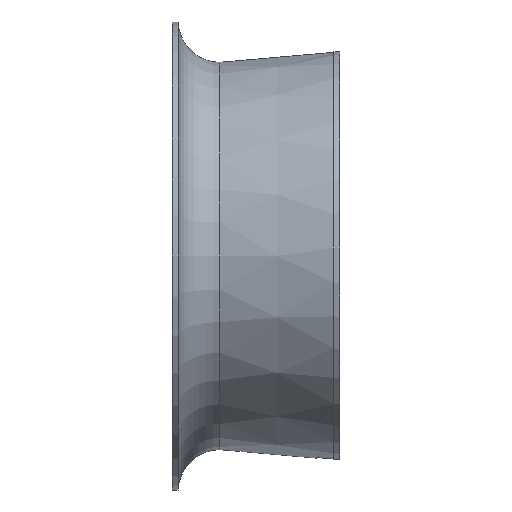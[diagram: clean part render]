
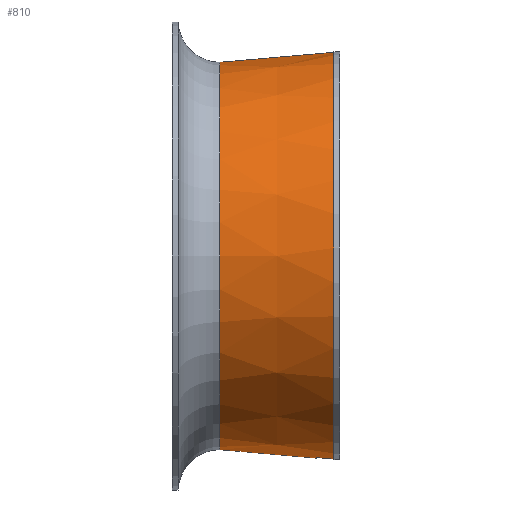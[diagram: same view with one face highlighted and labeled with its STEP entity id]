
A CAD part, left-side view. The second image highlights one B-rep face of the part: STEP entity #810.
In plain terms, the highlighted conical face has half-angle 5 degrees and reference radius 25.559 mm.
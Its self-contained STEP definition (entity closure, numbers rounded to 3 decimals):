
#30 = DIRECTION ( 'NONE',  ( 0., 0., 1. ) ) ;
#68 = CIRCLE ( 'NONE', #1021, 25.311 ) ;
#90 = ORIENTED_EDGE ( 'NONE', *, *, #1170, .T. ) ;
#94 = VECTOR ( 'NONE', #1217, 1000. ) ;
#97 = ORIENTED_EDGE ( 'NONE', *, *, #740, .F. ) ;
#158 = LINE ( 'NONE', #727, #94 ) ;
#181 = VERTEX_POINT ( 'NONE', #293 ) ;
#186 = CIRCLE ( 'NONE', #262, 25.5 ) ;
#222 = CARTESIAN_POINT ( 'NONE',  ( 0., 15.032, -24.25 ) ) ;
#228 = CARTESIAN_POINT ( 'NONE',  ( 0., 15.032, 24.25 ) ) ;
#248 = LINE ( 'NONE', #341, #868 ) ;
#256 = VERTEX_POINT ( 'NONE', #228 ) ;
#258 = DIRECTION ( 'NONE',  ( 0., 0., -1. ) ) ;
#262 = AXIS2_PLACEMENT_3D ( 'NONE', #829, #1222, #30 ) ;
#282 = CARTESIAN_POINT ( 'NONE',  ( -2., 0.75, -25.421 ) ) ;
#293 = CARTESIAN_POINT ( 'NONE',  ( 0., 2.9, -25.311 ) ) ;
#311 = CARTESIAN_POINT ( 'NONE',  ( -2., 0.75, -25.421 ) ) ;
#331 = CARTESIAN_POINT ( 'NONE',  ( 0., 0.065, 0. ) ) ;
#341 = CARTESIAN_POINT ( 'NONE',  ( 0., 0.065, 25.559 ) ) ;
#352 = EDGE_CURVE ( 'NONE', #1216, #256, #906, .T. ) ;
#363 = EDGE_CURVE ( 'NONE', #630, #181, #68, .T. ) ;
#436 = CARTESIAN_POINT ( 'NONE',  ( -2., 2.9, -25.232 ) ) ;
#443 = VERTEX_POINT ( 'NONE', #282 ) ;
#449 = DIRECTION ( 'NONE',  ( 0., -1., 0. ) ) ;
#535 = CARTESIAN_POINT ( 'NONE',  ( -2., 1.126, -25.388 ) ) ;
#562 = DIRECTION ( 'NONE',  ( 0., 0., -1. ) ) ;
#565 = CARTESIAN_POINT ( 'NONE',  ( 0., 0.75, 25.5 ) ) ;
#566 = ORIENTED_EDGE ( 'NONE', *, *, #352, .F. ) ;
#630 = VERTEX_POINT ( 'NONE', #1195 ) ;
#640 = CARTESIAN_POINT ( 'NONE',  ( -2., 1.843, -25.325 ) ) ;
#707 = EDGE_CURVE ( 'NONE', #1216, #181, #158, .T. ) ;
#711 = ORIENTED_EDGE ( 'NONE', *, *, #707, .T. ) ;
#714 = ORIENTED_EDGE ( 'NONE', *, *, #363, .F. ) ;
#727 = CARTESIAN_POINT ( 'NONE',  ( 0., 0.065, -25.559 ) ) ;
#734 = AXIS2_PLACEMENT_3D ( 'NONE', #331, #449, #1129 ) ;
#740 = EDGE_CURVE ( 'NONE', #443, #630, #996, .T. ) ;
#754 = CARTESIAN_POINT ( 'NONE',  ( -2., 1.315, -25.371 ) ) ;
#773 = EDGE_CURVE ( 'NONE', #256, #1087, #248, .T. ) ;
#810 = ADVANCED_FACE ( 'NONE', ( #1025 ), #1095, .T. ) ;
#829 = CARTESIAN_POINT ( 'NONE',  ( 0., 0.75, 0. ) ) ;
#868 = VECTOR ( 'NONE', #1050, 1000. ) ;
#906 = CIRCLE ( 'NONE', #928, 24.25 ) ;
#928 = AXIS2_PLACEMENT_3D ( 'NONE', #1245, #1250, #258 ) ;
#950 = EDGE_LOOP ( 'NONE', ( #986, #566, #711, #714, #97, #90 ) ) ;
#986 = ORIENTED_EDGE ( 'NONE', *, *, #773, .F. ) ;
#996 = B_SPLINE_CURVE_WITH_KNOTS ( 'NONE', 3,
 ( #311, #1208, #535, #754, #640, #1234, #436 ),
 .UNSPECIFIED., .F., .F.,
 ( 4, 3, 4 ),
 ( 0.007, 0.008, 0.01 ),
 .UNSPECIFIED. ) ;
#1021 = AXIS2_PLACEMENT_3D ( 'NONE', #1238, #1065, #562 ) ;
#1025 = FACE_OUTER_BOUND ( 'NONE', #950, .T. ) ;
#1050 = DIRECTION ( 'NONE',  ( 0., -0.996, 0.087 ) ) ;
#1065 = DIRECTION ( 'NONE',  ( 0., -1., 0. ) ) ;
#1087 = VERTEX_POINT ( 'NONE', #565 ) ;
#1095 = CONICAL_SURFACE ( 'NONE', #734, 25.559, 0.087 ) ;
#1129 = DIRECTION ( 'NONE',  ( 0., 0., -1. ) ) ;
#1170 = EDGE_CURVE ( 'NONE', #443, #1087, #186, .T. ) ;
#1195 = CARTESIAN_POINT ( 'NONE',  ( -2., 2.9, -25.232 ) ) ;
#1208 = CARTESIAN_POINT ( 'NONE',  ( -2., 0.938, -25.405 ) ) ;
#1216 = VERTEX_POINT ( 'NONE', #222 ) ;
#1217 = DIRECTION ( 'NONE',  ( 0., -0.996, -0.087 ) ) ;
#1222 = DIRECTION ( 'NONE',  ( 0., 1., 0. ) ) ;
#1234 = CARTESIAN_POINT ( 'NONE',  ( -2., 2.372, -25.279 ) ) ;
#1238 = CARTESIAN_POINT ( 'NONE',  ( 0., 2.9, 0. ) ) ;
#1245 = CARTESIAN_POINT ( 'NONE',  ( 0., 15.032, 0. ) ) ;
#1250 = DIRECTION ( 'NONE',  ( 0., 1., 0. ) ) ;
